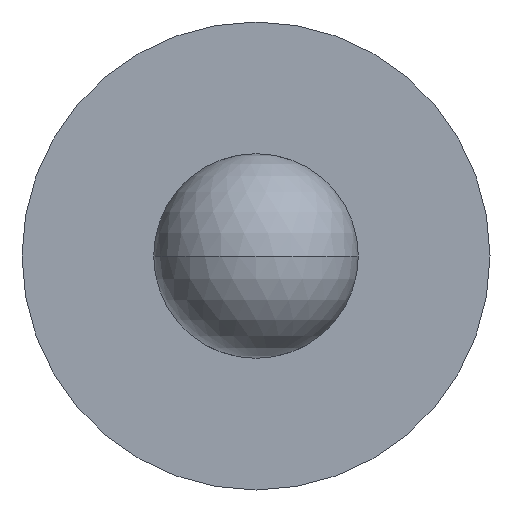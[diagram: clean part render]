
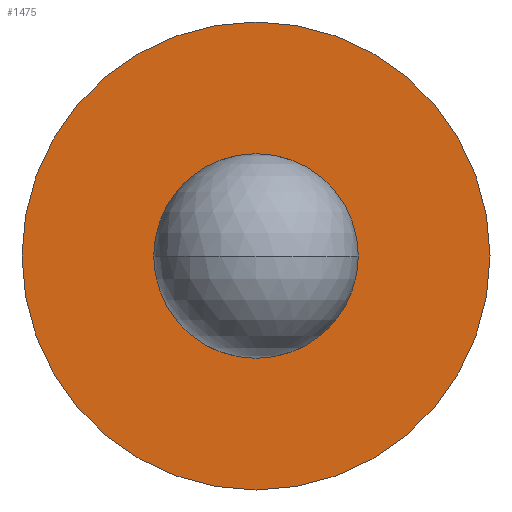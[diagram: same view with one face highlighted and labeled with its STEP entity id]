
A CAD part, front view. The second image highlights one B-rep face of the part: STEP entity #1475.
In plain terms, the highlighted planar face has unit normal (0, -1, 0).
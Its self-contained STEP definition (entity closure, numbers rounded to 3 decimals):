
#213 = CIRCLE ( 'NONE', #1577, 0.915 ) ;
#274 = ORIENTED_EDGE ( 'NONE', *, *, #1448, .F. ) ;
#294 = EDGE_CURVE ( 'NONE', #4178, #2462, #1494, .T. ) ;
#327 = DIRECTION ( 'NONE',  ( 0., 1., 0. ) ) ;
#543 = AXIS2_PLACEMENT_3D ( 'NONE', #1033, #662, #3576 ) ;
#561 = DIRECTION ( 'NONE',  ( 0., 1., 0. ) ) ;
#662 = DIRECTION ( 'NONE',  ( 0., 1., 0. ) ) ;
#832 = CARTESIAN_POINT ( 'NONE',  ( 0., 0., 0.4 ) ) ;
#845 = ORIENTED_EDGE ( 'NONE', *, *, #3578, .T. ) ;
#850 = DIRECTION ( 'NONE',  ( 0., 0., 1. ) ) ;
#1033 = CARTESIAN_POINT ( 'NONE',  ( 0., 0., 0. ) ) ;
#1127 = AXIS2_PLACEMENT_3D ( 'NONE', #1919, #2406, #3086 ) ;
#1179 = FACE_OUTER_BOUND ( 'NONE', #1499, .T. ) ;
#1378 = VERTEX_POINT ( 'NONE', #832 ) ;
#1402 = DIRECTION ( 'NONE',  ( 0., 0., 1. ) ) ;
#1448 = EDGE_CURVE ( 'NONE', #2462, #4178, #213, .T. ) ;
#1475 = ADVANCED_FACE ( 'NONE', ( #3885, #1179 ), #2692, .T. ) ;
#1494 = CIRCLE ( 'NONE', #3232, 0.915 ) ;
#1497 = CARTESIAN_POINT ( 'NONE',  ( 0., 0., -0.915 ) ) ;
#1499 = EDGE_LOOP ( 'NONE', ( #3601, #274 ) ) ;
#1577 = AXIS2_PLACEMENT_3D ( 'NONE', #1945, #3058, #850 ) ;
#1651 = CIRCLE ( 'NONE', #1943, 0.4 ) ;
#1812 = CARTESIAN_POINT ( 'NONE',  ( 0., 0., -0.4 ) ) ;
#1919 = CARTESIAN_POINT ( 'NONE',  ( -0.915, 0., 0. ) ) ;
#1943 = AXIS2_PLACEMENT_3D ( 'NONE', #2372, #561, #2734 ) ;
#1945 = CARTESIAN_POINT ( 'NONE',  ( 0., 0., 0. ) ) ;
#2372 = CARTESIAN_POINT ( 'NONE',  ( 0., 0., 0. ) ) ;
#2406 = DIRECTION ( 'NONE',  ( 0., -1., 0. ) ) ;
#2462 = VERTEX_POINT ( 'NONE', #1497 ) ;
#2589 = EDGE_LOOP ( 'NONE', ( #845, #4051 ) ) ;
#2692 = PLANE ( 'NONE',  #1127 ) ;
#2734 = DIRECTION ( 'NONE',  ( 0., 0., 1. ) ) ;
#2860 = EDGE_CURVE ( 'NONE', #3321, #1378, #3358, .T. ) ;
#3058 = DIRECTION ( 'NONE',  ( 0., 1., 0. ) ) ;
#3086 = DIRECTION ( 'NONE',  ( 0., 0., -1. ) ) ;
#3232 = AXIS2_PLACEMENT_3D ( 'NONE', #4702, #327, #1402 ) ;
#3321 = VERTEX_POINT ( 'NONE', #1812 ) ;
#3358 = CIRCLE ( 'NONE', #543, 0.4 ) ;
#3576 = DIRECTION ( 'NONE',  ( 0., 0., 1. ) ) ;
#3578 = EDGE_CURVE ( 'NONE', #1378, #3321, #1651, .T. ) ;
#3601 = ORIENTED_EDGE ( 'NONE', *, *, #294, .F. ) ;
#3885 = FACE_BOUND ( 'NONE', #2589, .T. ) ;
#4051 = ORIENTED_EDGE ( 'NONE', *, *, #2860, .T. ) ;
#4178 = VERTEX_POINT ( 'NONE', #4404 ) ;
#4404 = CARTESIAN_POINT ( 'NONE',  ( 0., 0., 0.915 ) ) ;
#4702 = CARTESIAN_POINT ( 'NONE',  ( 0., 0., 0. ) ) ;
